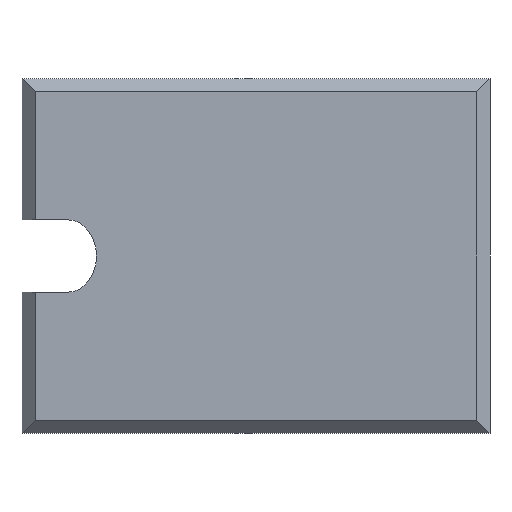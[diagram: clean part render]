
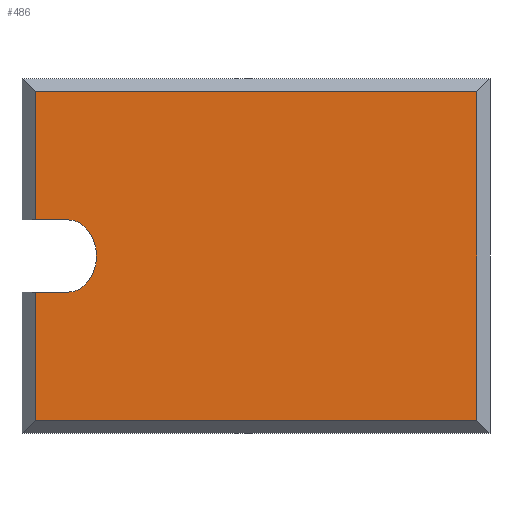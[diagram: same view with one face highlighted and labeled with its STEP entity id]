
A CAD part, front view. The second image highlights one B-rep face of the part: STEP entity #486.
In plain terms, the highlighted planar face has unit normal (0, -1, 0).
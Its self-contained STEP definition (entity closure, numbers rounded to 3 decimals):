
#2 = DIRECTION ( 'NONE',  ( 0., 1., 0. ) ) ;
#26 = VERTEX_POINT ( 'NONE', #396 ) ;
#40 = CARTESIAN_POINT ( 'NONE',  ( -18.35, 0., 13.65 ) ) ;
#43 = CARTESIAN_POINT ( 'NONE',  ( 0., 0., -13.65 ) ) ;
#59 = CARTESIAN_POINT ( 'NONE',  ( -18.35, 0., -3. ) ) ;
#94 = ORIENTED_EDGE ( 'NONE', *, *, #504, .T. ) ;
#100 = ORIENTED_EDGE ( 'NONE', *, *, #596, .T. ) ;
#114 = DIRECTION ( 'NONE',  ( 0., -1., 0. ) ) ;
#164 = CIRCLE ( 'NONE', #279, 2. ) ;
#178 = PLANE ( 'NONE',  #762 ) ;
#197 = ORIENTED_EDGE ( 'NONE', *, *, #393, .T. ) ;
#198 = ORIENTED_EDGE ( 'NONE', *, *, #906, .F. ) ;
#231 = LINE ( 'NONE', #376, #432 ) ;
#235 = VECTOR ( 'NONE', #939, 1000. ) ;
#238 = ORIENTED_EDGE ( 'NONE', *, *, #532, .T. ) ;
#246 = DIRECTION ( 'NONE',  ( 0., 0., -1. ) ) ;
#248 = DIRECTION ( 'NONE',  ( 0., 0., 1. ) ) ;
#250 = CARTESIAN_POINT ( 'NONE',  ( -18.35, 0., 0. ) ) ;
#254 = CIRCLE ( 'NONE', #374, 2. ) ;
#255 = EDGE_CURVE ( 'NONE', #675, #755, #689, .T. ) ;
#261 = CARTESIAN_POINT ( 'NONE',  ( -18.35, 0., 0. ) ) ;
#279 = AXIS2_PLACEMENT_3D ( 'NONE', #674, #469, #318 ) ;
#300 = ORIENTED_EDGE ( 'NONE', *, *, #498, .T. ) ;
#310 = CARTESIAN_POINT ( 'NONE',  ( 0., 0., -3. ) ) ;
#312 = AXIS2_PLACEMENT_3D ( 'NONE', #581, #114, #248 ) ;
#318 = DIRECTION ( 'NONE',  ( 0., 0., 1. ) ) ;
#320 = EDGE_CURVE ( 'NONE', #552, #660, #231, .T. ) ;
#330 = FACE_OUTER_BOUND ( 'NONE', #476, .T. ) ;
#334 = ORIENTED_EDGE ( 'NONE', *, *, #255, .T. ) ;
#340 = VERTEX_POINT ( 'NONE', #605 ) ;
#346 = VERTEX_POINT ( 'NONE', #40 ) ;
#356 = VECTOR ( 'NONE', #816, 1000. ) ;
#374 = AXIS2_PLACEMENT_3D ( 'NONE', #810, #2, #865 ) ;
#376 = CARTESIAN_POINT ( 'NONE',  ( -1., 0., 3. ) ) ;
#388 = VECTOR ( 'NONE', #558, 1000. ) ;
#392 = ORIENTED_EDGE ( 'NONE', *, *, #320, .F. ) ;
#393 = EDGE_CURVE ( 'NONE', #26, #726, #644, .T. ) ;
#396 = CARTESIAN_POINT ( 'NONE',  ( -15.632, 0., -3. ) ) ;
#400 = LINE ( 'NONE', #829, #512 ) ;
#418 = CARTESIAN_POINT ( 'NONE',  ( -18.35, 0., 3. ) ) ;
#432 = VECTOR ( 'NONE', #657, 1000. ) ;
#434 = CARTESIAN_POINT ( 'NONE',  ( 18.35, 0., 0. ) ) ;
#469 = DIRECTION ( 'NONE',  ( 0., 1., 0. ) ) ;
#475 = VECTOR ( 'NONE', #933, 1000. ) ;
#476 = EDGE_LOOP ( 'NONE', ( #238, #300, #392, #526, #198, #100, #197, #94, #334, #900 ) ) ;
#486 = ADVANCED_FACE ( 'NONE', ( #330 ), #178, .F. ) ;
#498 = EDGE_CURVE ( 'NONE', #346, #660, #670, .T. ) ;
#504 = EDGE_CURVE ( 'NONE', #726, #675, #535, .T. ) ;
#512 = VECTOR ( 'NONE', #542, 1000. ) ;
#522 = LINE ( 'NONE', #434, #475 ) ;
#526 = ORIENTED_EDGE ( 'NONE', *, *, #821, .T. ) ;
#532 = EDGE_CURVE ( 'NONE', #551, #346, #400, .T. ) ;
#535 = LINE ( 'NONE', #261, #356 ) ;
#542 = DIRECTION ( 'NONE',  ( -1., 0., 0. ) ) ;
#545 = DIRECTION ( 'NONE',  ( 0., 0., 1. ) ) ;
#547 = CARTESIAN_POINT ( 'NONE',  ( -14.141, 0., -2.333 ) ) ;
#551 = VERTEX_POINT ( 'NONE', #744 ) ;
#552 = VERTEX_POINT ( 'NONE', #683 ) ;
#558 = DIRECTION ( 'NONE',  ( 1., 0., 0. ) ) ;
#581 = CARTESIAN_POINT ( 'NONE',  ( -16.75, 0., 0. ) ) ;
#596 = EDGE_CURVE ( 'NONE', #669, #26, #164, .T. ) ;
#605 = CARTESIAN_POINT ( 'NONE',  ( -14.141, 0., 2.333 ) ) ;
#644 = LINE ( 'NONE', #310, #235 ) ;
#657 = DIRECTION ( 'NONE',  ( -1., 0., 0. ) ) ;
#660 = VERTEX_POINT ( 'NONE', #418 ) ;
#669 = VERTEX_POINT ( 'NONE', #547 ) ;
#670 = LINE ( 'NONE', #250, #727 ) ;
#674 = CARTESIAN_POINT ( 'NONE',  ( -15.632, 0., -1. ) ) ;
#675 = VERTEX_POINT ( 'NONE', #700 ) ;
#683 = CARTESIAN_POINT ( 'NONE',  ( -15.632, 0., 3. ) ) ;
#689 = LINE ( 'NONE', #43, #388 ) ;
#700 = CARTESIAN_POINT ( 'NONE',  ( -18.35, 0., -13.65 ) ) ;
#726 = VERTEX_POINT ( 'NONE', #59 ) ;
#727 = VECTOR ( 'NONE', #246, 1000. ) ;
#744 = CARTESIAN_POINT ( 'NONE',  ( 18.35, 0., 13.65 ) ) ;
#754 = CARTESIAN_POINT ( 'NONE',  ( 0., 0., 0. ) ) ;
#755 = VERTEX_POINT ( 'NONE', #845 ) ;
#759 = DIRECTION ( 'NONE',  ( 0., 1., 0. ) ) ;
#762 = AXIS2_PLACEMENT_3D ( 'NONE', #754, #759, #545 ) ;
#764 = CIRCLE ( 'NONE', #312, 3.5 ) ;
#810 = CARTESIAN_POINT ( 'NONE',  ( -15.632, 0., 1. ) ) ;
#816 = DIRECTION ( 'NONE',  ( 0., 0., -1. ) ) ;
#821 = EDGE_CURVE ( 'NONE', #552, #340, #254, .T. ) ;
#829 = CARTESIAN_POINT ( 'NONE',  ( 0., 0., 13.65 ) ) ;
#837 = EDGE_CURVE ( 'NONE', #755, #551, #522, .T. ) ;
#845 = CARTESIAN_POINT ( 'NONE',  ( 18.35, 0., -13.65 ) ) ;
#865 = DIRECTION ( 'NONE',  ( 0., 0., 1. ) ) ;
#900 = ORIENTED_EDGE ( 'NONE', *, *, #837, .T. ) ;
#906 = EDGE_CURVE ( 'NONE', #669, #340, #764, .T. ) ;
#933 = DIRECTION ( 'NONE',  ( 0., 0., 1. ) ) ;
#939 = DIRECTION ( 'NONE',  ( -1., 0., 0. ) ) ;
